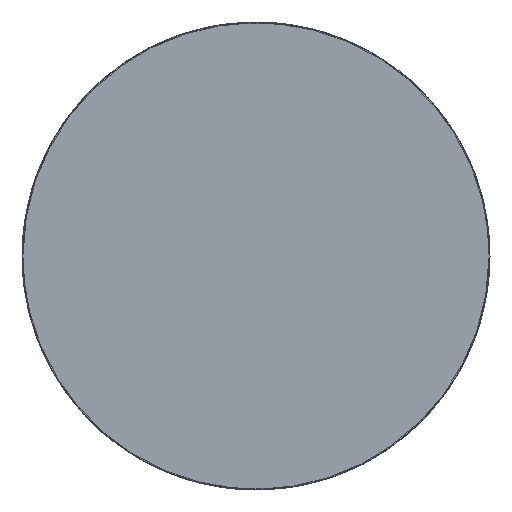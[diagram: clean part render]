
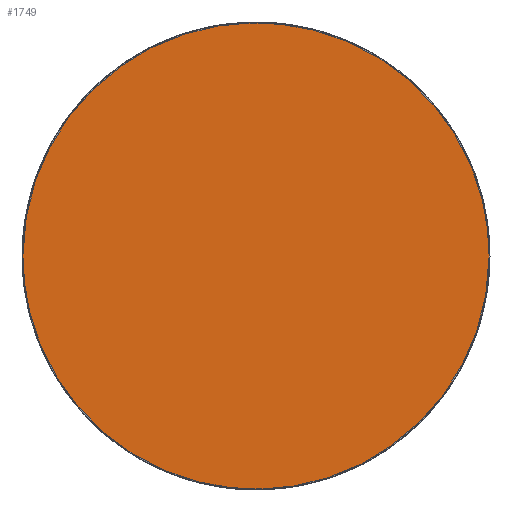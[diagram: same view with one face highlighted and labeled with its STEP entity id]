
A CAD part, top view. The second image highlights one B-rep face of the part: STEP entity #1749.
In plain terms, the highlighted planar face has unit normal (0, 0, -1).
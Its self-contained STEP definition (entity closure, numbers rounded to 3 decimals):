
#1749=ADVANCED_FACE('',(#3613),#28859,.T.);
#3613=FACE_OUTER_BOUND('',#5472,.T.);
#5472=EDGE_LOOP('',(#14058,#14059));
#14058=ORIENTED_EDGE('',*,*,#15128,.T.);
#14059=ORIENTED_EDGE('',*,*,#19280,.T.);
#15128=EDGE_CURVE('',#24555,#26904,#21761,.T.);
#19280=EDGE_CURVE('',#26904,#24555,#24170,.T.);
#21761=(
BOUNDED_CURVE()
B_SPLINE_CURVE(2,(#71535,#71536,#71537,#71538,#71539),.UNSPECIFIED.,.F.,
 .F.)
B_SPLINE_CURVE_WITH_KNOTS((3,2,3),(-813.561,-610.171,-406.78),
 .UNSPECIFIED.)
CURVE()
GEOMETRIC_REPRESENTATION_ITEM()
RATIONAL_B_SPLINE_CURVE((1.,0.707,1.,0.707,1.))
REPRESENTATION_ITEM('')
);
#24170=(
BOUNDED_CURVE()
B_SPLINE_CURVE(2,(#88347,#88348,#88349,#88350,#88351),.UNSPECIFIED.,.F.,
 .F.)
B_SPLINE_CURVE_WITH_KNOTS((3,2,3),(-406.78,-203.39,
0.),.UNSPECIFIED.)
CURVE()
GEOMETRIC_REPRESENTATION_ITEM()
RATIONAL_B_SPLINE_CURVE((1.,0.707,1.,0.707,1.))
REPRESENTATION_ITEM('')
);
#24555=VERTEX_POINT('',#69006);
#26904=VERTEX_POINT('',#71355);
#28859=PLANE('',#29327);
#29327=AXIS2_PLACEMENT_3D('',#68623,#29711,$);
#29711=DIRECTION('',(0.,0.,-1.));
#68623=CARTESIAN_POINT('',(-132.072,136.457,-19.237));
#69006=CARTESIAN_POINT('',(129.482,4.385,-19.237));
#71355=CARTESIAN_POINT('',(-129.482,4.385,-19.237));
#71535=CARTESIAN_POINT('',(129.482,4.385,-19.237));
#71536=CARTESIAN_POINT('',(129.482,-125.097,-19.237));
#71537=CARTESIAN_POINT('',(0.,-125.097,-19.237));
#71538=CARTESIAN_POINT('',(-129.482,-125.097,-19.237));
#71539=CARTESIAN_POINT('',(-129.482,4.385,-19.237));
#88347=CARTESIAN_POINT('',(-129.482,4.385,-19.237));
#88348=CARTESIAN_POINT('',(-129.482,133.867,-19.237));
#88349=CARTESIAN_POINT('',(0.,133.867,-19.237));
#88350=CARTESIAN_POINT('',(129.482,133.867,-19.237));
#88351=CARTESIAN_POINT('',(129.482,4.385,-19.237));
